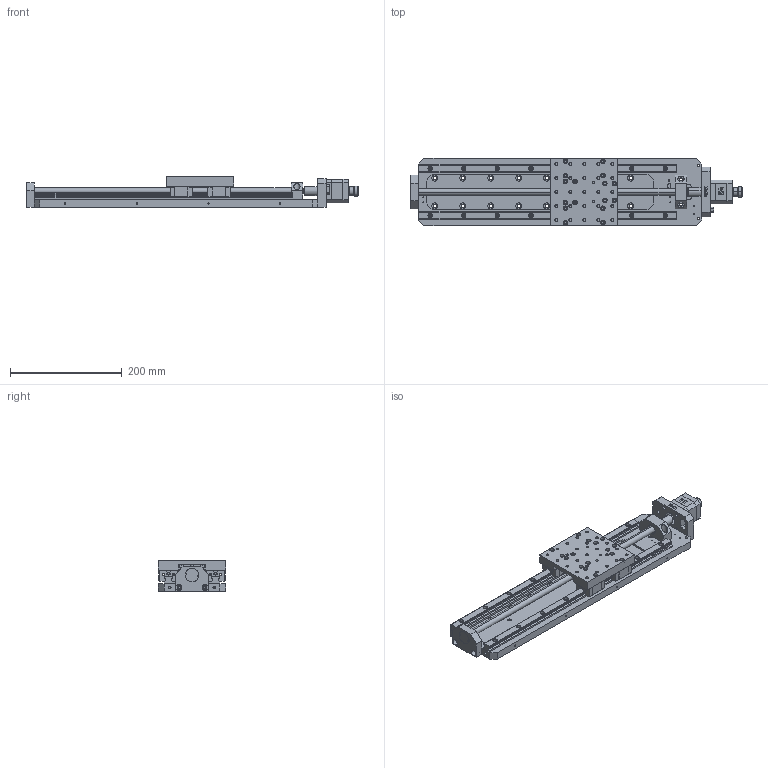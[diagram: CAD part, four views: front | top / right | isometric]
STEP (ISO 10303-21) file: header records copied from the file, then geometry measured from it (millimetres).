
FILE_DESCRIPTION (( 'STEP AP203' ), '1' );
FILE_NAME ('TSA300-B.step', '2019-05-06T08:40:01', ( '' ), ( '' ), 'SwSTEP 2.0', 'SolidWorks 2017', '' );
FILE_SCHEMA (( 'CONFIG_CONTROL_DESIGN' ));
Length unit declared in the file: millimetre
Products named in the file (1): TSA300-B
Bounding box: 593 x 120 x 55 mm (x, y, z)
Surface area: 303287.1 mm2 (no closed solid volume)
Topology: 0 solids, 31 shells, 691 faces, 2653 edges, 2017 vertices
Faces by surface type: cylinder 389, plane 279, cone 20, torus 3
Entity records: 28752 total; most frequent: CARTESIAN_POINT 5505, DIRECTION 5094, ORIENTED_EDGE 4069, EDGE_CURVE 2653, VERTEX_POINT 2017, AXIS2_PLACEMENT_3D 1758, LINE 1578, VECTOR 1578
